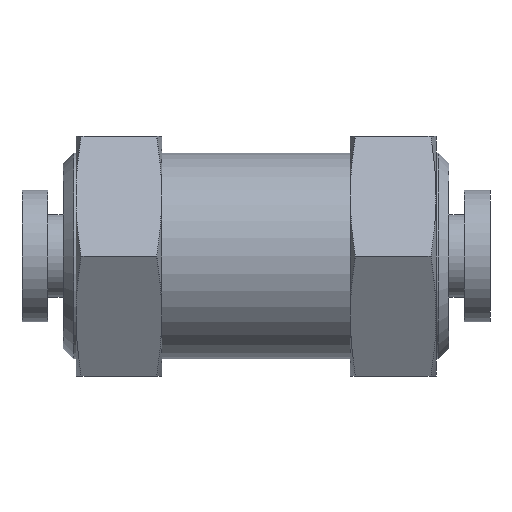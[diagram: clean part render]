
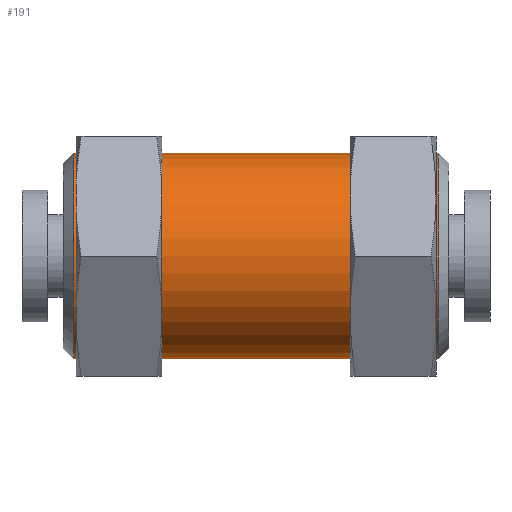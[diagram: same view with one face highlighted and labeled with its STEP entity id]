
A CAD part, front view. The second image highlights one B-rep face of the part: STEP entity #191.
In plain terms, the highlighted cylindrical face has radius 6 mm (diameter 12 mm), a full revolution.
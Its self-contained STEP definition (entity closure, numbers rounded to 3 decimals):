
#191 = ADVANCED_FACE( '', ( #366, #367 ), #368, .T. );
#366 = FACE_OUTER_BOUND( '', #520, .T. );
#367 = FACE_OUTER_BOUND( '', #521, .T. );
#368 = CYLINDRICAL_SURFACE( '', #522, 6. );
#520 = EDGE_LOOP( '', ( #802 ) );
#521 = EDGE_LOOP( '', ( #803 ) );
#522 = AXIS2_PLACEMENT_3D( '', #804, #805, #806 );
#802 = ORIENTED_EDGE( '', *, *, #898, .F. );
#803 = ORIENTED_EDGE( '', *, *, #909, .T. );
#804 = CARTESIAN_POINT( '', ( 27.3, 0., 0. ) );
#805 = DIRECTION( '', ( -1., 0., 0. ) );
#806 = DIRECTION( '', ( 0., 0., -1. ) );
#898 = EDGE_CURVE( '', #1039, #1039, #1040, .T. );
#909 = EDGE_CURVE( '', #1053, #1053, #1054, .T. );
#1039 = VERTEX_POINT( '', #1267 );
#1040 = CIRCLE( '', #1268, 6. );
#1053 = VERTEX_POINT( '', #1285 );
#1054 = CIRCLE( '', #1286, 6. );
#1267 = CARTESIAN_POINT( '', ( 24.287, 0., -6. ) );
#1268 = AXIS2_PLACEMENT_3D( '', #1380, #1381, #1382 );
#1285 = CARTESIAN_POINT( '', ( 3.014, 0., -6. ) );
#1286 = AXIS2_PLACEMENT_3D( '', #1390, #1391, #1392 );
#1380 = CARTESIAN_POINT( '', ( 24.287, 0., 0. ) );
#1381 = DIRECTION( '', ( 1., 0., 0. ) );
#1382 = DIRECTION( '', ( 0., 0., -1. ) );
#1390 = CARTESIAN_POINT( '', ( 3.014, 0., 0. ) );
#1391 = DIRECTION( '', ( 1., 0., 0. ) );
#1392 = DIRECTION( '', ( 0., 0., -1. ) );
